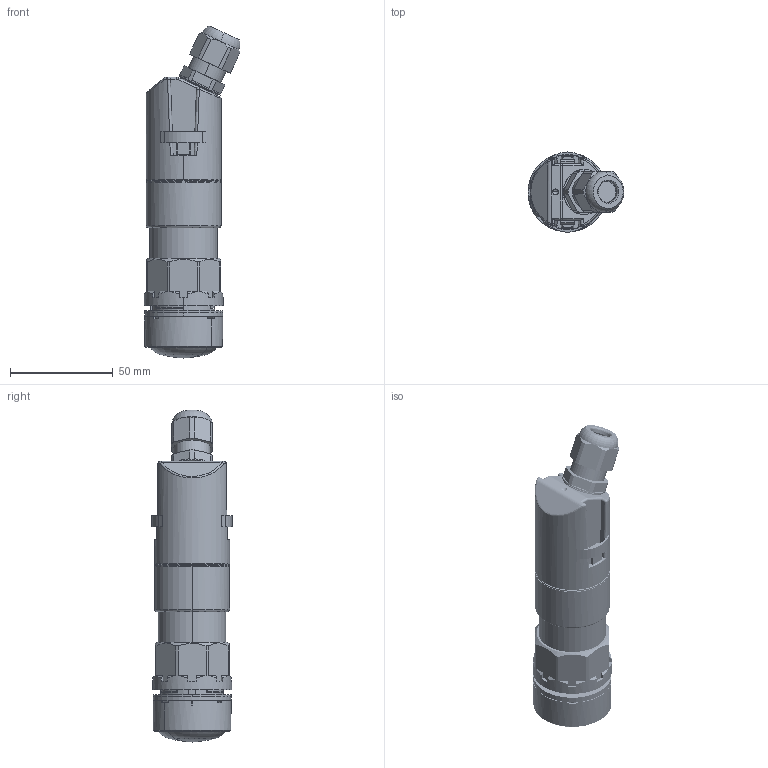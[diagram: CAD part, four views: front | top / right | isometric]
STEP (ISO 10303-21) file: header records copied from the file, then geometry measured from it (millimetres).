
FILE_DESCRIPTION (( 'STEP AP203' ), '1' );
FILE_NAME ('8013_3_1-al.STEP', '2013-07-22T13:23:12', ( 'Admin' ), ( 'R. STAHL AG' ), 'SwSTEP 2.0', 'SolidWorks 2013', '' );
FILE_SCHEMA (( 'CONFIG_CONTROL_DESIGN' ));
Length unit declared in the file: millimetre
Products named in the file (20): 8013_3_1-al; 80_139_01_14_0; 80_139_01_66_0_Dichtung_angepasst; 81_610_76_01_0_Stutzen_Vereinfacht; 80_139_02_66_0_Leuchtmelder; 81_610_76_01_0_Dichtung; 80_139_02_04_0; 81_610_76_01_0_Hutmutter_Vereinfacht; 80_139_03_57_0; Anschlussgewindedichtung_M16; 80_130_41_79_0_Verguss; Staubschutzkappe_M16; 80_130_41_79_0; 80_139_02_51_0; 81_610_76_01_0_Vereinfacht; 86_029_12_58_0_mit Streuscheibe; 80_139_03_51_0_Leuchtmelder ohne Gewinde; 86_029_07_95_0; 86_029_18_58_0_ohne Text; 80_139_01_66_0_Leuchtmelder
Assembly tree (20 placements, depth 4):
  8013_3_1-al
    80_130_41_79_0
      80_139_02_51_0
      80_139_03_51_0_Leuchtmelder ohne Gewinde
      80_139_02_66_0_Leuchtmelder
        80_139_01_66_0_Leuchtmelder
        80_139_01_66_0_Dichtung_angepasst
      80_139_02_04_0
      80_139_03_57_0  x2
      80_130_41_79_0_Verguss
    86_029_12_58_0_mit Streuscheibe
    86_029_18_58_0_ohne Text
    80_139_01_14_0
    81_610_76_01_0_Vereinfacht
      81_610_76_01_0_Stutzen_Vereinfacht
      81_610_76_01_0_Dichtung
      81_610_76_01_0_Hutmutter_Vereinfacht
      Anschlussgewindedichtung_M16
      Staubschutzkappe_M16
    86_029_07_95_0
Bounding box: 46.7 x 38.96 x 161.6 mm (x, y, z)
Volume: 89419.4 mm3; surface area: 89020.4 mm2
Topology: 17 solids, 31 shells, 6168 faces, 16470 edges, 10549 vertices
Faces by surface type: cylinder 2215, plane 1765, torus 917, sphere 794, bspline 282, cone 195
Entity records: 232001 total; most frequent: CARTESIAN_POINT 79299, ORIENTED_EDGE 32600, DIRECTION 31250, EDGE_CURVE 16300, AXIS2_PLACEMENT_3D 12551, VERTEX_POINT 10481, CIRCLE 6689, EDGE_LOOP 6497
